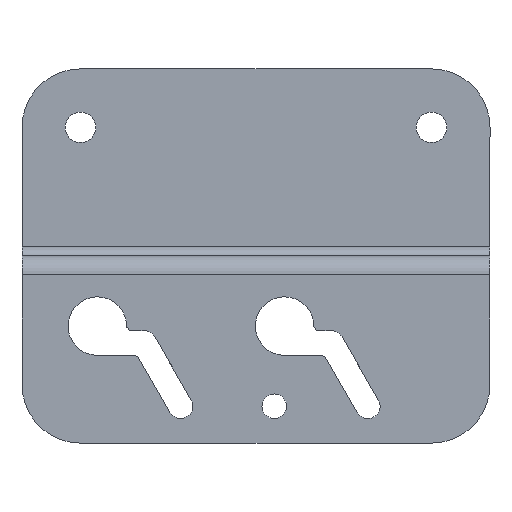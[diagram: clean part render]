
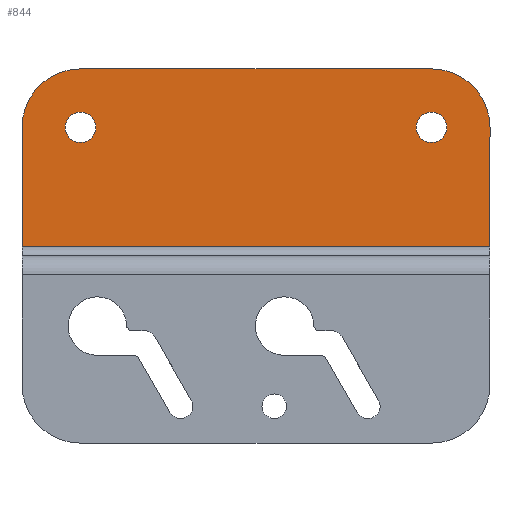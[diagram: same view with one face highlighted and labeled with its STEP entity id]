
A CAD part, top view. The second image highlights one B-rep face of the part: STEP entity #844.
In plain terms, the highlighted planar face has unit normal (0, 0, 1).
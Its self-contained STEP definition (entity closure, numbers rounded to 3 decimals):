
#30=FACE_BOUND('',#163,.T.);
#31=FACE_BOUND('',#164,.T.);
#57=PLANE('',#935);
#104=FACE_OUTER_BOUND('',#162,.T.);
#162=EDGE_LOOP('',(#769,#770,#771,#772,#773,#774));
#163=EDGE_LOOP('',(#775));
#164=EDGE_LOOP('',(#776));
#215=LINE('',#1367,#289);
#221=LINE('',#1384,#295);
#237=LINE('',#1430,#311);
#238=LINE('',#1432,#312);
#289=VECTOR('',#1110,20.4);
#295=VECTOR('',#1126,20.4);
#311=VECTOR('',#1186,80.);
#312=VECTOR('',#1189,60.);
#337=CIRCLE('',#892,2.6);
#339=CIRCLE('',#895,2.6);
#343=CIRCLE('',#904,10.);
#346=CIRCLE('',#910,10.);
#399=VERTEX_POINT('',#1324);
#401=VERTEX_POINT('',#1329);
#409=VERTEX_POINT('',#1354);
#410=VERTEX_POINT('',#1355);
#414=VERTEX_POINT('',#1365);
#418=VERTEX_POINT('',#1377);
#419=VERTEX_POINT('',#1378);
#420=VERTEX_POINT('',#1383);
#491=EDGE_CURVE('',#399,#399,#337,.T.);
#493=EDGE_CURVE('',#401,#401,#339,.T.);
#505=EDGE_CURVE('',#409,#410,#343,.T.);
#511=EDGE_CURVE('',#414,#409,#215,.T.);
#516=EDGE_CURVE('',#418,#419,#346,.T.);
#519=EDGE_CURVE('',#419,#420,#221,.T.);
#543=EDGE_CURVE('',#414,#420,#237,.T.);
#544=EDGE_CURVE('',#410,#418,#238,.T.);
#769=ORIENTED_EDGE('',*,*,#505,.F.);
#770=ORIENTED_EDGE('',*,*,#511,.F.);
#771=ORIENTED_EDGE('',*,*,#543,.T.);
#772=ORIENTED_EDGE('',*,*,#519,.F.);
#773=ORIENTED_EDGE('',*,*,#516,.F.);
#774=ORIENTED_EDGE('',*,*,#544,.F.);
#775=ORIENTED_EDGE('',*,*,#491,.T.);
#776=ORIENTED_EDGE('',*,*,#493,.T.);
#844=ADVANCED_FACE('',(#104,#30,#31),#57,.T.);
#892=AXIS2_PLACEMENT_3D('',#1325,#1068,#1069);
#895=AXIS2_PLACEMENT_3D('',#1330,#1074,#1075);
#904=AXIS2_PLACEMENT_3D('',#1356,#1100,#1101);
#910=AXIS2_PLACEMENT_3D('',#1379,#1120,#1121);
#935=AXIS2_PLACEMENT_3D('',#1433,#1190,#1191);
#1068=DIRECTION('center_axis',(0.,0.,-1.));
#1069=DIRECTION('ref_axis',(1.,0.,0.));
#1074=DIRECTION('center_axis',(0.,0.,-1.));
#1075=DIRECTION('ref_axis',(1.,0.,0.));
#1100=DIRECTION('center_axis',(0.,0.,-1.));
#1101=DIRECTION('ref_axis',(-0.707,0.707,0.));
#1110=DIRECTION('',(0.,1.,0.));
#1120=DIRECTION('center_axis',(0.,0.,-1.));
#1121=DIRECTION('ref_axis',(0.707,0.707,0.));
#1126=DIRECTION('',(0.,-1.,0.));
#1186=DIRECTION('',(1.,0.,0.));
#1189=DIRECTION('',(1.,0.,0.));
#1190=DIRECTION('center_axis',(0.,0.,1.));
#1191=DIRECTION('ref_axis',(1.,0.,0.));
#1324=CARTESIAN_POINT('',(32.6,6.,1.6));
#1325=CARTESIAN_POINT('Origin',(30.,6.,1.6));
#1329=CARTESIAN_POINT('',(-27.4,6.,1.6));
#1330=CARTESIAN_POINT('Origin',(-30.,6.,1.6));
#1354=CARTESIAN_POINT('',(-40.,6.,1.6));
#1355=CARTESIAN_POINT('',(-30.,16.,1.6));
#1356=CARTESIAN_POINT('Origin',(-30.,6.,1.6));
#1365=CARTESIAN_POINT('',(-40.,-14.4,1.6));
#1367=CARTESIAN_POINT('',(-40.,-16.,1.6));
#1377=CARTESIAN_POINT('',(30.,16.,1.6));
#1378=CARTESIAN_POINT('',(40.,6.,1.6));
#1379=CARTESIAN_POINT('Origin',(30.,6.,1.6));
#1383=CARTESIAN_POINT('',(40.,-14.4,1.6));
#1384=CARTESIAN_POINT('',(40.,16.,1.6));
#1430=CARTESIAN_POINT('',(20.,-14.4,1.6));
#1432=CARTESIAN_POINT('',(-40.,16.,1.6));
#1433=CARTESIAN_POINT('Origin',(0.,0.,1.6));
